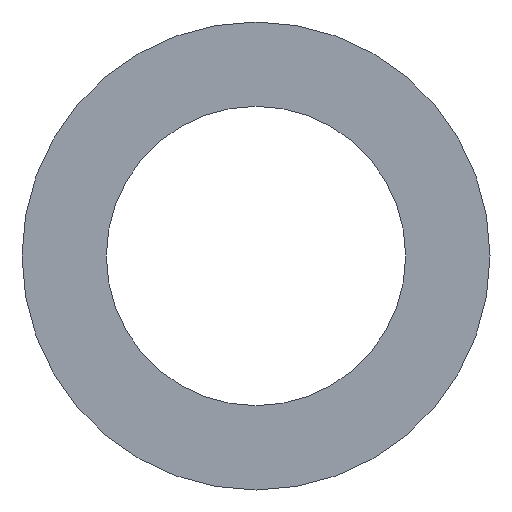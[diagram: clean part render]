
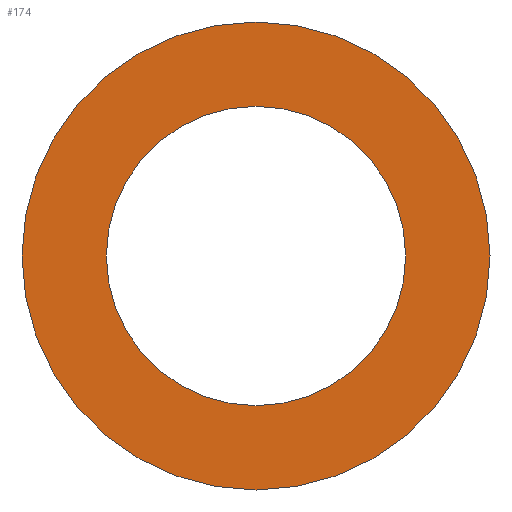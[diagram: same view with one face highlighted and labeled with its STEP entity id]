
A CAD part, front view. The second image highlights one B-rep face of the part: STEP entity #174.
In plain terms, the highlighted planar face has unit normal (0, -1, 0).
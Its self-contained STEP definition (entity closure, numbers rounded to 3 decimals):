
#16 = CIRCLE ( 'NONE', #17, 83.25 ) ;
#17 = AXIS2_PLACEMENT_3D ( 'NONE', #71, #172, #27 ) ;
#25 = CIRCLE ( 'NONE', #76, 53.25 ) ;
#27 = DIRECTION ( 'NONE',  ( 0., 0., 1. ) ) ;
#31 = CARTESIAN_POINT ( 'NONE',  ( 0., 0., 53.25 ) ) ;
#38 = FACE_BOUND ( 'NONE', #67, .T. ) ;
#41 = EDGE_CURVE ( 'NONE', #47, #130, #16, .T. ) ;
#44 = DIRECTION ( 'NONE',  ( 0., 0., 1. ) ) ;
#45 = ORIENTED_EDGE ( 'NONE', *, *, #129, .T. ) ;
#47 = VERTEX_POINT ( 'NONE', #158 ) ;
#52 = AXIS2_PLACEMENT_3D ( 'NONE', #96, #192, #44 ) ;
#67 = EDGE_LOOP ( 'NONE', ( #102, #45 ) ) ;
#71 = CARTESIAN_POINT ( 'NONE',  ( 0., 0., 0. ) ) ;
#76 = AXIS2_PLACEMENT_3D ( 'NONE', #136, #104, #156 ) ;
#83 = EDGE_CURVE ( 'NONE', #176, #86, #25, .T. ) ;
#86 = VERTEX_POINT ( 'NONE', #31 ) ;
#96 = CARTESIAN_POINT ( 'NONE',  ( 0., 0., 0. ) ) ;
#100 = ORIENTED_EDGE ( 'NONE', *, *, #163, .F. ) ;
#101 = CIRCLE ( 'NONE', #107, 53.25 ) ;
#102 = ORIENTED_EDGE ( 'NONE', *, *, #83, .T. ) ;
#104 = DIRECTION ( 'NONE',  ( 0., 1., 0. ) ) ;
#107 = AXIS2_PLACEMENT_3D ( 'NONE', #139, #223, #121 ) ;
#115 = EDGE_LOOP ( 'NONE', ( #100, #188 ) ) ;
#121 = DIRECTION ( 'NONE',  ( 0., 0., 1. ) ) ;
#124 = DIRECTION ( 'NONE',  ( 0., 0., 1. ) ) ;
#129 = EDGE_CURVE ( 'NONE', #86, #176, #101, .T. ) ;
#130 = VERTEX_POINT ( 'NONE', #201 ) ;
#136 = CARTESIAN_POINT ( 'NONE',  ( 0., 0., 0. ) ) ;
#139 = CARTESIAN_POINT ( 'NONE',  ( 0., 0., 0. ) ) ;
#142 = PLANE ( 'NONE',  #52 ) ;
#149 = CARTESIAN_POINT ( 'NONE',  ( 0., 0., -53.25 ) ) ;
#152 = CIRCLE ( 'NONE', #184, 83.25 ) ;
#156 = DIRECTION ( 'NONE',  ( 0., 0., 1. ) ) ;
#158 = CARTESIAN_POINT ( 'NONE',  ( 0., 0., 83.25 ) ) ;
#163 = EDGE_CURVE ( 'NONE', #130, #47, #152, .T. ) ;
#172 = DIRECTION ( 'NONE',  ( 0., 1., 0. ) ) ;
#174 = ADVANCED_FACE ( 'NONE', ( #205, #38 ), #142, .F. ) ;
#176 = VERTEX_POINT ( 'NONE', #149 ) ;
#182 = CARTESIAN_POINT ( 'NONE',  ( 0., 0., 0. ) ) ;
#184 = AXIS2_PLACEMENT_3D ( 'NONE', #182, #227, #124 ) ;
#188 = ORIENTED_EDGE ( 'NONE', *, *, #41, .F. ) ;
#192 = DIRECTION ( 'NONE',  ( 0., 1., 0. ) ) ;
#201 = CARTESIAN_POINT ( 'NONE',  ( 0., 0., -83.25 ) ) ;
#205 = FACE_OUTER_BOUND ( 'NONE', #115, .T. ) ;
#223 = DIRECTION ( 'NONE',  ( 0., 1., 0. ) ) ;
#227 = DIRECTION ( 'NONE',  ( 0., 1., 0. ) ) ;
